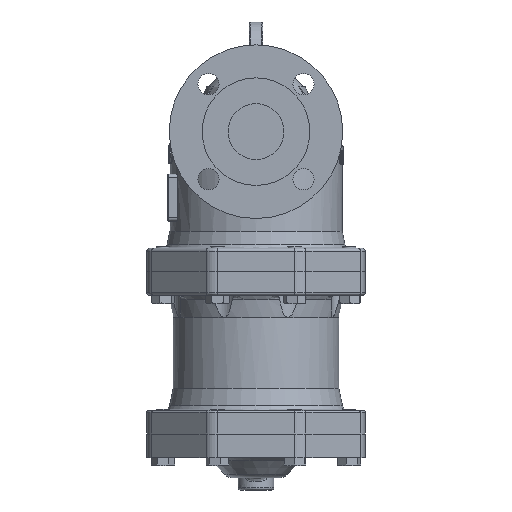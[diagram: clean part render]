
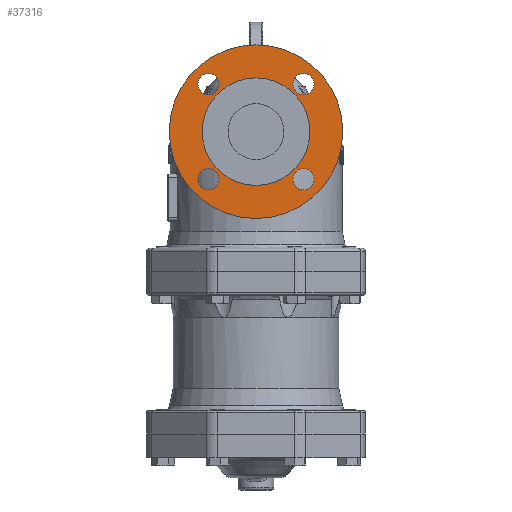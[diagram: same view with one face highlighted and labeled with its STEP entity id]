
A CAD part, left-side view. The second image highlights one B-rep face of the part: STEP entity #37316.
In plain terms, the highlighted free-form (B-spline) face has degree [1, 1] with [2, 2] control points.
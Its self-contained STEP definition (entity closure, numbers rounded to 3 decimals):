
#37238=CARTESIAN_POINT('',(-123.0,0.0,173.));
#37239=VERTEX_POINT('',#37238);
#37240=CARTESIAN_POINT('',(-123.0,0.0,125.));
#37241=DIRECTION('',(-1.0,0.0,0.0));
#37242=DIRECTION('',(0.0,0.0,1.0));
#37243=AXIS2_PLACEMENT_3D('',#37240,#37241,#37242);
#37244=CIRCLE('',#37243,48.);
#37245=EDGE_CURVE('',#37239,#37239,#37244,.T.);
#37253=CARTESIAN_POINT('',(-123.0,77.5,202.5));
#37254=CARTESIAN_POINT('',(-123.0,77.5,47.5));
#37255=CARTESIAN_POINT('',(-123.0,-77.5,202.5));
#37256=CARTESIAN_POINT('',(-123.0,-77.5,47.5));
#37257=B_SPLINE_SURFACE_WITH_KNOTS('',1,1,((#37253,#37255),(#37254,#37256)),.UNSPECIFIED.,.F.,.F.,.U.,(2,2),(2,2),(0.0,155.),(0.0,155.),.UNSPECIFIED.);
#37258=CARTESIAN_POINT('',(-123.,0.0,202.5));
#37259=VERTEX_POINT('',#37258);
#37260=CARTESIAN_POINT('',(-123.,0.0,125.));
#37261=DIRECTION('',(-1.0,0.0,0.0));
#37262=DIRECTION('',(0.0,0.0,1.0));
#37263=AXIS2_PLACEMENT_3D('',#37260,#37261,#37262);
#37264=CIRCLE('',#37263,77.5);
#37265=EDGE_CURVE('',#37259,#37259,#37264,.T.);
#37266=ORIENTED_EDGE('',*,*,#37265,.T.);
#37267=EDGE_LOOP('',(#37266));
#37268=FACE_OUTER_BOUND('',#37267,.T.);
#37269=CARTESIAN_POINT('',(-123.0,42.426,157.926));
#37270=VERTEX_POINT('',#37269);
#37271=CARTESIAN_POINT('',(-123.0,42.426,167.426));
#37272=DIRECTION('',(1.0,0.0,0.0));
#37273=DIRECTION('',(0.0,0.0,-1.0));
#37274=AXIS2_PLACEMENT_3D('',#37271,#37272,#37273);
#37275=CIRCLE('',#37274,9.5);
#37276=EDGE_CURVE('',#37270,#37270,#37275,.T.);
#37277=ORIENTED_EDGE('',*,*,#37276,.T.);
#37278=EDGE_LOOP('',(#37277));
#37279=FACE_BOUND('',#37278,.T.);
#37280=CARTESIAN_POINT('',(-123.0,32.926,82.574));
#37281=VERTEX_POINT('',#37280);
#37282=CARTESIAN_POINT('',(-123.0,42.426,82.574));
#37283=DIRECTION('',(1.0,0.0,0.0));
#37284=DIRECTION('',(0.0,-1.0,0.0));
#37285=AXIS2_PLACEMENT_3D('',#37282,#37283,#37284);
#37286=CIRCLE('',#37285,9.5);
#37287=EDGE_CURVE('',#37281,#37281,#37286,.T.);
#37288=ORIENTED_EDGE('',*,*,#37287,.T.);
#37289=EDGE_LOOP('',(#37288));
#37290=FACE_BOUND('',#37289,.T.);
#37291=CARTESIAN_POINT('',(-123.0,-42.426,92.074));
#37292=VERTEX_POINT('',#37291);
#37293=CARTESIAN_POINT('',(-123.0,-42.426,82.574));
#37294=DIRECTION('',(1.0,0.0,0.0));
#37295=DIRECTION('',(0.0,0.0,1.0));
#37296=AXIS2_PLACEMENT_3D('',#37293,#37294,#37295);
#37297=CIRCLE('',#37296,9.5);
#37298=EDGE_CURVE('',#37292,#37292,#37297,.T.);
#37299=ORIENTED_EDGE('',*,*,#37298,.T.);
#37300=EDGE_LOOP('',(#37299));
#37301=FACE_BOUND('',#37300,.T.);
#37302=CARTESIAN_POINT('',(-123.0,-32.926,167.426));
#37303=VERTEX_POINT('',#37302);
#37304=CARTESIAN_POINT('',(-123.0,-42.426,167.426));
#37305=DIRECTION('',(1.0,0.0,0.0));
#37306=DIRECTION('',(0.0,1.0,0.0));
#37307=AXIS2_PLACEMENT_3D('',#37304,#37305,#37306);
#37308=CIRCLE('',#37307,9.5);
#37309=EDGE_CURVE('',#37303,#37303,#37308,.T.);
#37310=ORIENTED_EDGE('',*,*,#37309,.T.);
#37311=EDGE_LOOP('',(#37310));
#37312=FACE_BOUND('',#37311,.T.);
#37313=ORIENTED_EDGE('',*,*,#37245,.F.);
#37314=EDGE_LOOP('',(#37313));
#37315=FACE_BOUND('',#37314,.T.);
#37316=ADVANCED_FACE('',(#37268,#37279,#37290,#37301,#37312,#37315),#37257,.T.);
